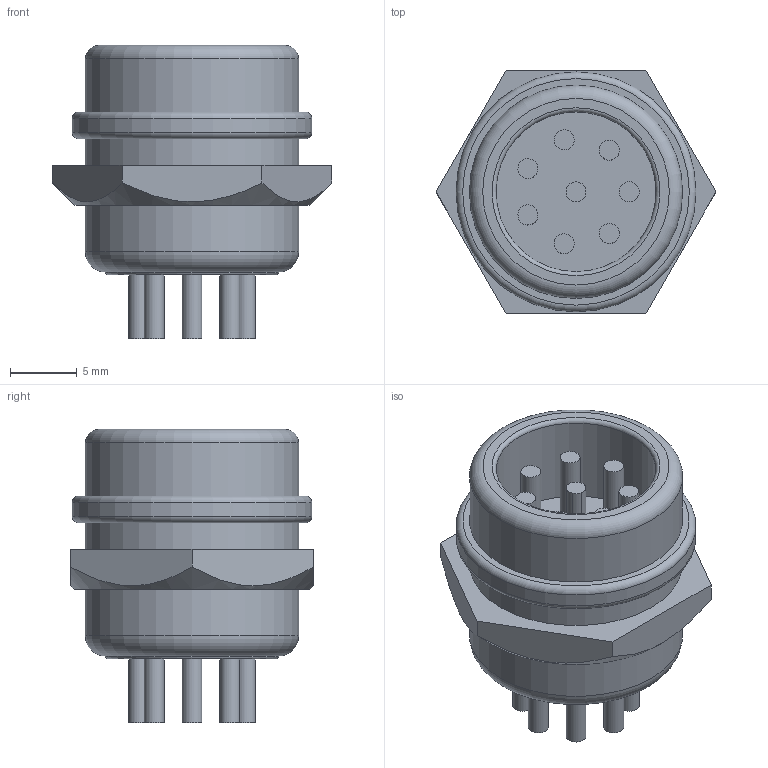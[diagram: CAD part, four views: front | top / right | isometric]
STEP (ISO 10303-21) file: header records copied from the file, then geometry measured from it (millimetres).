
FILE_DESCRIPTION(('FreeCAD Model'),'2;1');
FILE_NAME('Open CASCADE Shape Model','2025-11-27T23:51:33',('Author'),( ''),'Open CASCADE STEP processor 7.8','FreeCAD','Unknown');
FILE_SCHEMA(('AUTOMOTIVE_DESIGN { 1 0 10303 214 1 1 1 1 }'));
Length unit declared in the file: millimetre
Products named in the file (3): Connector_BG; Body; Body001
Assembly tree (2 placements, depth 2):
  Connector_BG
    Body
    Body001
Bounding box: 21 x 18.19 x 22 mm (x, y, z)
Volume: 3105.3 mm3; surface area: 2406.1 mm2
Topology: 2 solids, 2 shells, 75 faces, 140 edges, 91 vertices
Faces by surface type: cylinder 36, plane 32, torus 6, cone 1
Full cylindrical faces by diameter (mm): 1.5 x15, 12 x1, 13 x1, 16 x3, 18 x1
Entity records: 1976 total; most frequent: DIRECTION 387, CARTESIAN_POINT 309, ORIENTED_EDGE 280, AXIS2_PLACEMENT_3D 169, EDGE_CURVE 140, FACE_BOUND 97, EDGE_LOOP 97, VERTEX_POINT 91
